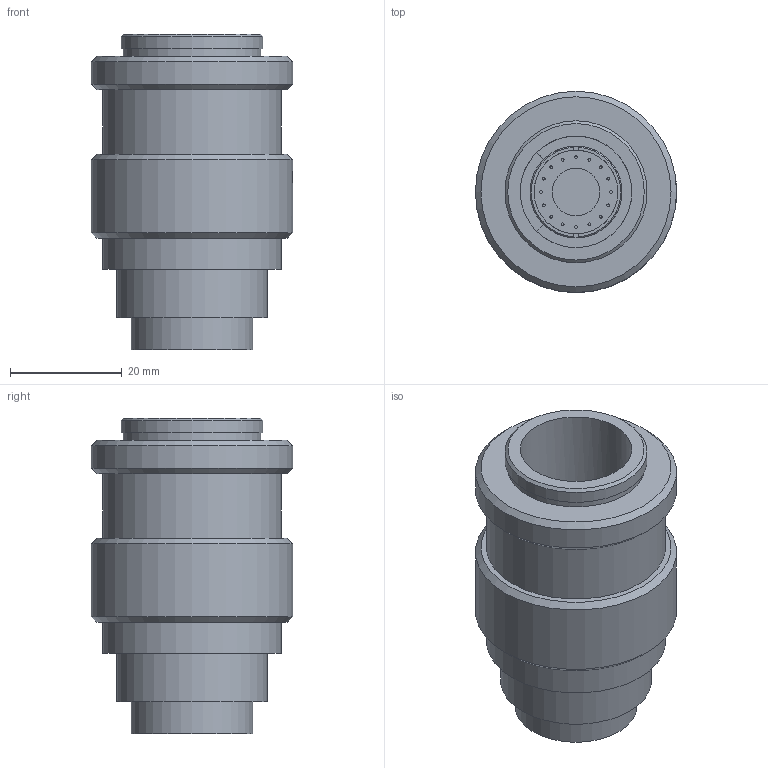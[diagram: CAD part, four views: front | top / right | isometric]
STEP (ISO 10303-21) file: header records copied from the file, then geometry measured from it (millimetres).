
FILE_DESCRIPTION((''),'2;1');
FILE_NAME('T24-1.5 3D-Modell 2.stp','2008-03-26T14:08:21',('regenspurg'),(''),'Autodesk Inventor 2008','Autodesk Inventor 2008','');
FILE_SCHEMA(('AUTOMOTIVE_DESIGN { 1 0 10303 214 1 1 1 1 }'));
Length unit declared in the file: millimetre
Products named in the file (1): T24-1.5 3D-Modell-V2
Bounding box: 36 x 36 x 56.5 mm (x, y, z)
Volume: 37238.2 mm3; surface area: 9675.7 mm2
Topology: 1 solids, 2 shells, 94 faces, 184 edges, 121 vertices
Faces by surface type: bspline 37, plane 32, cylinder 13, cone 11, sphere 1
Full cylindrical faces by diameter (mm): 2.46 x1, 15 x1, 21.7 x1, 24.6 x1, 25.4 x1, 27 x1, 29.3 x1, 32 x2, 36 x2
Entity records: 2647 total; most frequent: CARTESIAN_POINT 836, DIRECTION 324, ORIENTED_EDGE 278, EDGE_LOOP 160, AXIS2_PLACEMENT_3D 141, EDGE_CURVE 139, VERTEX_POINT 113, FACE_OUTER_BOUND 94
